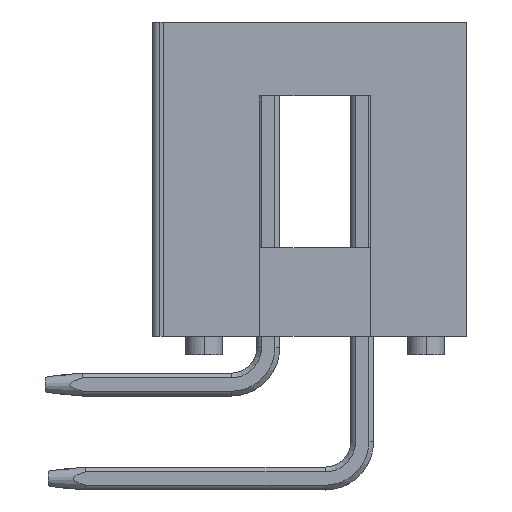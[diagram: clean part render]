
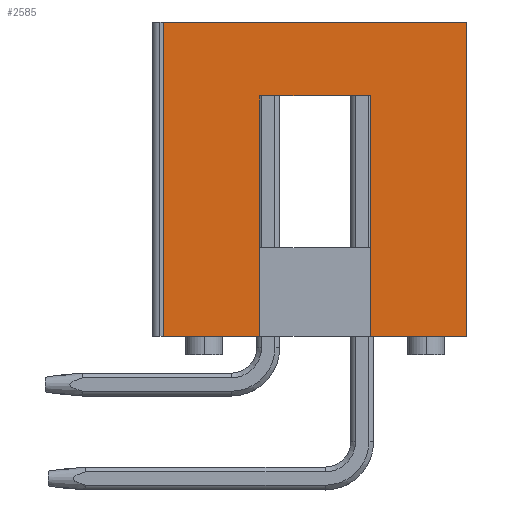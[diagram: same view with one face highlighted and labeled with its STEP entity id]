
A CAD part, left-side view. The second image highlights one B-rep face of the part: STEP entity #2585.
In plain terms, the highlighted planar face has unit normal (-1, 0, 0).
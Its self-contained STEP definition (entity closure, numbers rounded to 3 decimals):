
#160 = LINE ( 'NONE', #161, #5816 ) ;
#161 = CARTESIAN_POINT ( 'NONE',  ( -16.35, 1.5, 0. ) ) ;
#162 = DIRECTION ( 'NONE',  ( 0., 0., 1. ) ) ;
#413 = LINE ( 'NONE', #414, #5795 ) ;
#414 = CARTESIAN_POINT ( 'NONE',  ( -16.35, 0., 0.5 ) ) ;
#415 = DIRECTION ( 'NONE',  ( 0., 1., 0. ) ) ;
#417 = LINE ( 'NONE', #418, #5797 ) ;
#418 = CARTESIAN_POINT ( 'NONE',  ( -16.35, 0., 0.5 ) ) ;
#419 = DIRECTION ( 'NONE',  ( 0., 1., 0. ) ) ;
#1066 = ORIENTED_EDGE ( 'NONE', *, *, #2624, .T. ) ;
#1071 = ORIENTED_EDGE ( 'NONE', *, *, #2792, .T. ) ;
#1073 = ORIENTED_EDGE ( 'NONE', *, *, #2514, .F. ) ;
#1082 = ORIENTED_EDGE ( 'NONE', *, *, #2515, .F. ) ;
#1086 = ORIENTED_EDGE ( 'NONE', *, *, #2568, .T. ) ;
#1089 = ORIENTED_EDGE ( 'NONE', *, *, #2774, .F. ) ;
#1104 = ORIENTED_EDGE ( 'NONE', *, *, #2563, .T. ) ;
#1108 = ORIENTED_EDGE ( 'NONE', *, *, #2775, .F. ) ;
#1224 = CARTESIAN_POINT ( 'NONE',  ( -16.35, -1.5, 7. ) ) ;
#1225 = CARTESIAN_POINT ( 'NONE',  ( -16.35, 4.1, 0.5 ) ) ;
#1232 = CARTESIAN_POINT ( 'NONE',  ( -16.35, 1.5, 7. ) ) ;
#1239 = CARTESIAN_POINT ( 'NONE',  ( -16.35, 4.1, 9. ) ) ;
#1426 = VECTOR ( 'NONE', #6335, 1000. ) ;
#1483 = FACE_OUTER_BOUND ( 'NONE', #3494, .T. ) ;
#1498 = AXIS2_PLACEMENT_3D ( 'NONE', #5213, #5214, #5215 ) ;
#1500 = VECTOR ( 'NONE', #5112, 1000. ) ;
#2321 = VECTOR ( 'NONE', #5097, 1000. ) ;
#2368 = VECTOR ( 'NONE', #3134, 1000. ) ;
#2373 = VECTOR ( 'NONE', #3130, 1000. ) ;
#2514 = EDGE_CURVE ( 'NONE', #3424, #3426, #3128, .T. ) ;
#2515 = EDGE_CURVE ( 'NONE', #2927, #3424, #3132, .T. ) ;
#2563 = EDGE_CURVE ( 'NONE', #2920, #2911, #5095, .T. ) ;
#2568 = EDGE_CURVE ( 'NONE', #2927, #2912, #5110, .T. ) ;
#2585 = ADVANCED_FACE ( 'NONE', ( #1483 ), #5212, .T. ) ;
#2624 = EDGE_CURVE ( 'NONE', #2911, #3396, #6333, .T. ) ;
#2774 = EDGE_CURVE ( 'NONE', #3436, #2912, #413, .T. ) ;
#2775 = EDGE_CURVE ( 'NONE', #3426, #3396, #417, .T. ) ;
#2792 = EDGE_CURVE ( 'NONE', #3436, #2920, #160, .T. ) ;
#2911 = VERTEX_POINT ( 'NONE', #1224 ) ;
#2912 = VERTEX_POINT ( 'NONE', #1225 ) ;
#2920 = VERTEX_POINT ( 'NONE', #1232 ) ;
#2927 = VERTEX_POINT ( 'NONE', #1239 ) ;
#3128 = LINE ( 'NONE', #3129, #2373 ) ;
#3129 = CARTESIAN_POINT ( 'NONE',  ( -16.35, -4.1, 0. ) ) ;
#3130 = DIRECTION ( 'NONE',  ( 0., 0., -1. ) ) ;
#3132 = LINE ( 'NONE', #3133, #2368 ) ;
#3133 = CARTESIAN_POINT ( 'NONE',  ( -16.35, 0., 9. ) ) ;
#3134 = DIRECTION ( 'NONE',  ( 0., -1., 0. ) ) ;
#3396 = VERTEX_POINT ( 'NONE', #5487 ) ;
#3424 = VERTEX_POINT ( 'NONE', #5515 ) ;
#3426 = VERTEX_POINT ( 'NONE', #5517 ) ;
#3436 = VERTEX_POINT ( 'NONE', #5527 ) ;
#3494 = EDGE_LOOP ( 'NONE', ( #1089, #1071, #1104, #1066, #1108, #1073, #1082, #1086 ) ) ;
#5095 = LINE ( 'NONE', #5096, #2321 ) ;
#5096 = CARTESIAN_POINT ( 'NONE',  ( -16.35, 4.1, 7. ) ) ;
#5097 = DIRECTION ( 'NONE',  ( 0., -1., 0. ) ) ;
#5110 = LINE ( 'NONE', #5111, #1500 ) ;
#5111 = CARTESIAN_POINT ( 'NONE',  ( -16.35, 4.1, 0. ) ) ;
#5112 = DIRECTION ( 'NONE',  ( 0., 0., -1. ) ) ;
#5212 = PLANE ( 'NONE',  #1498 ) ;
#5213 = CARTESIAN_POINT ( 'NONE',  ( -16.35, 4.1, 0. ) ) ;
#5214 = DIRECTION ( 'NONE',  ( -1., 0., 0. ) ) ;
#5215 = DIRECTION ( 'NONE',  ( 0., 0., 1. ) ) ;
#5487 = CARTESIAN_POINT ( 'NONE',  ( -16.35, -1.5, 0.5 ) ) ;
#5515 = CARTESIAN_POINT ( 'NONE',  ( -16.35, -4.1, 9. ) ) ;
#5517 = CARTESIAN_POINT ( 'NONE',  ( -16.35, -4.1, 0.5 ) ) ;
#5527 = CARTESIAN_POINT ( 'NONE',  ( -16.35, 1.5, 0.5 ) ) ;
#5795 = VECTOR ( 'NONE', #415, 1000. ) ;
#5797 = VECTOR ( 'NONE', #419, 1000. ) ;
#5816 = VECTOR ( 'NONE', #162, 1000. ) ;
#6333 = LINE ( 'NONE', #6334, #1426 ) ;
#6334 = CARTESIAN_POINT ( 'NONE',  ( -16.35, -1.5, 0. ) ) ;
#6335 = DIRECTION ( 'NONE',  ( 0., 0., -1. ) ) ;
